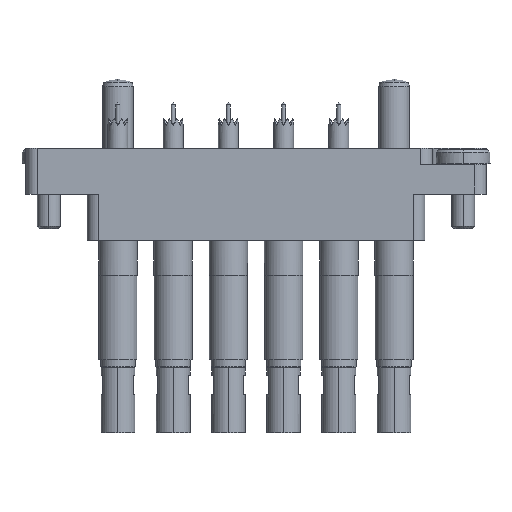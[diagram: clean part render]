
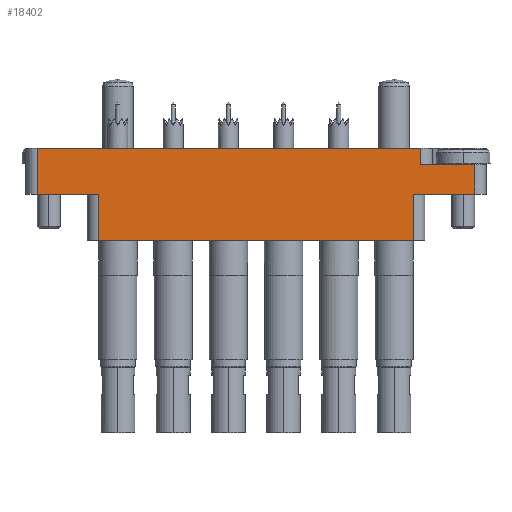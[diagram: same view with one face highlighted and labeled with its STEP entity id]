
A CAD part, left-side view. The second image highlights one B-rep face of the part: STEP entity #18402.
In plain terms, the highlighted face is planar.
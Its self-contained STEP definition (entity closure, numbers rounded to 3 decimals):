
#179 = VECTOR ( 'NONE', #10139, 1000. ) ;
#896 = ORIENTED_EDGE ( 'NONE', *, *, #3418, .F. ) ;
#984 = DIRECTION ( 'NONE',  ( 0., -1., 0. ) ) ;
#2077 = CARTESIAN_POINT ( 'NONE',  ( 20.5, 0., 14.35 ) ) ;
#2232 = ORIENTED_EDGE ( 'NONE', *, *, #7693, .T. ) ;
#2244 = VERTEX_POINT ( 'NONE', #4519 ) ;
#2520 = DIRECTION ( 'NONE',  ( -1., 0., 0. ) ) ;
#2687 = ORIENTED_EDGE ( 'NONE', *, *, #10934, .T. ) ;
#2769 = CARTESIAN_POINT ( 'NONE',  ( -22., -6., 14.35 ) ) ;
#3418 = EDGE_CURVE ( 'NONE', #21953, #2244, #6631, .T. ) ;
#3804 = EDGE_CURVE ( 'NONE', #9104, #5691, #14201, .T. ) ;
#3941 = VERTEX_POINT ( 'NONE', #25197 ) ;
#4143 = VECTOR ( 'NONE', #984, 1000. ) ;
#4212 = ORIENTED_EDGE ( 'NONE', *, *, #9677, .T. ) ;
#4275 = VECTOR ( 'NONE', #18572, 1000. ) ;
#4519 = CARTESIAN_POINT ( 'NONE',  ( 28.5, 3.9, 14.35 ) ) ;
#4952 = DIRECTION ( 'NONE',  ( 0., 1., 0. ) ) ;
#5452 = EDGE_CURVE ( 'NONE', #3941, #11894, #12362, .T. ) ;
#5691 = VERTEX_POINT ( 'NONE', #11691 ) ;
#6566 = VECTOR ( 'NONE', #8005, 1000. ) ;
#6631 = LINE ( 'NONE', #14944, #15798 ) ;
#6727 = VECTOR ( 'NONE', #10116, 1000. ) ;
#6815 = DIRECTION ( 'NONE',  ( 0., 1., 0. ) ) ;
#6846 = ORIENTED_EDGE ( 'NONE', *, *, #5452, .T. ) ;
#6928 = CARTESIAN_POINT ( 'NONE',  ( 21.5, 0., 14.35 ) ) ;
#7049 = EDGE_CURVE ( 'NONE', #16436, #11894, #17015, .T. ) ;
#7071 = CARTESIAN_POINT ( 'NONE',  ( -20.5, 0., 14.35 ) ) ;
#7693 = EDGE_CURVE ( 'NONE', #9104, #14607, #15687, .T. ) ;
#8005 = DIRECTION ( 'NONE',  ( 1., 0., 0. ) ) ;
#8440 = ORIENTED_EDGE ( 'NONE', *, *, #19025, .T. ) ;
#8532 = CARTESIAN_POINT ( 'NONE',  ( 28.5, 3.9, 14.35 ) ) ;
#8995 = CARTESIAN_POINT ( 'NONE',  ( 21.5, 3.9, 14.35 ) ) ;
#9104 = VERTEX_POINT ( 'NONE', #9994 ) ;
#9264 = DIRECTION ( 'NONE',  ( -1., 0., 0. ) ) ;
#9677 = EDGE_CURVE ( 'NONE', #21953, #5691, #22971, .T. ) ;
#9994 = CARTESIAN_POINT ( 'NONE',  ( -28.5, 6., 14.35 ) ) ;
#10116 = DIRECTION ( 'NONE',  ( -1., 0., 0. ) ) ;
#10139 = DIRECTION ( 'NONE',  ( 0., 1., 0. ) ) ;
#10274 = EDGE_CURVE ( 'NONE', #17188, #14607, #20478, .T. ) ;
#10681 = LINE ( 'NONE', #2769, #4275 ) ;
#10934 = EDGE_CURVE ( 'NONE', #16436, #2244, #20337, .T. ) ;
#11691 = CARTESIAN_POINT ( 'NONE',  ( 21.5, 6., 14.35 ) ) ;
#11854 = DIRECTION ( 'NONE',  ( 0., -1., 0. ) ) ;
#11894 = VERTEX_POINT ( 'NONE', #22403 ) ;
#12362 = LINE ( 'NONE', #2077, #179 ) ;
#12786 = ORIENTED_EDGE ( 'NONE', *, *, #10274, .F. ) ;
#12947 = CARTESIAN_POINT ( 'NONE',  ( 30., 0., 14.35 ) ) ;
#12957 = DIRECTION ( 'NONE',  ( 0., 0., -1. ) ) ;
#13469 = VERTEX_POINT ( 'NONE', #16206 ) ;
#13480 = FACE_OUTER_BOUND ( 'NONE', #15795, .T. ) ;
#14201 = LINE ( 'NONE', #22183, #6566 ) ;
#14605 = CARTESIAN_POINT ( 'NONE',  ( 30., 0., 14.35 ) ) ;
#14607 = VERTEX_POINT ( 'NONE', #21496 ) ;
#14944 = CARTESIAN_POINT ( 'NONE',  ( 30., 3.9, 14.35 ) ) ;
#15575 = PLANE ( 'NONE',  #23603 ) ;
#15687 = LINE ( 'NONE', #21585, #17431 ) ;
#15795 = EDGE_LOOP ( 'NONE', ( #17255, #6846, #24783, #2687, #896, #4212, #18467, #2232, #12786, #8440 ) ) ;
#15798 = VECTOR ( 'NONE', #20692, 1000. ) ;
#16206 = CARTESIAN_POINT ( 'NONE',  ( -20.5, -6., 14.35 ) ) ;
#16395 = VECTOR ( 'NONE', #6815, 1000. ) ;
#16436 = VERTEX_POINT ( 'NONE', #22599 ) ;
#17015 = LINE ( 'NONE', #12947, #24966 ) ;
#17188 = VERTEX_POINT ( 'NONE', #19368 ) ;
#17255 = ORIENTED_EDGE ( 'NONE', *, *, #18587, .F. ) ;
#17317 = LINE ( 'NONE', #7071, #4143 ) ;
#17431 = VECTOR ( 'NONE', #11854, 1000. ) ;
#18143 = VECTOR ( 'NONE', #4952, 1000. ) ;
#18402 = ADVANCED_FACE ( 'NONE', ( #13480 ), #15575, .F. ) ;
#18467 = ORIENTED_EDGE ( 'NONE', *, *, #3804, .F. ) ;
#18572 = DIRECTION ( 'NONE',  ( -1., 0., 0. ) ) ;
#18587 = EDGE_CURVE ( 'NONE', #3941, #13469, #10681, .T. ) ;
#19025 = EDGE_CURVE ( 'NONE', #17188, #13469, #17317, .T. ) ;
#19368 = CARTESIAN_POINT ( 'NONE',  ( -20.5, 0., 14.35 ) ) ;
#20337 = LINE ( 'NONE', #8532, #16395 ) ;
#20478 = LINE ( 'NONE', #14605, #6727 ) ;
#20692 = DIRECTION ( 'NONE',  ( 1., 0., 0. ) ) ;
#21496 = CARTESIAN_POINT ( 'NONE',  ( -28.5, 0., 14.35 ) ) ;
#21585 = CARTESIAN_POINT ( 'NONE',  ( -28.5, 0., 14.35 ) ) ;
#21953 = VERTEX_POINT ( 'NONE', #8995 ) ;
#22183 = CARTESIAN_POINT ( 'NONE',  ( -30., 6., 14.35 ) ) ;
#22403 = CARTESIAN_POINT ( 'NONE',  ( 20.5, 0., 14.35 ) ) ;
#22599 = CARTESIAN_POINT ( 'NONE',  ( 28.5, 0., 14.35 ) ) ;
#22971 = LINE ( 'NONE', #6928, #18143 ) ;
#23582 = CARTESIAN_POINT ( 'NONE',  ( -30., 0., 14.35 ) ) ;
#23603 = AXIS2_PLACEMENT_3D ( 'NONE', #23582, #12957, #9264 ) ;
#24783 = ORIENTED_EDGE ( 'NONE', *, *, #7049, .F. ) ;
#24966 = VECTOR ( 'NONE', #2520, 1000. ) ;
#25197 = CARTESIAN_POINT ( 'NONE',  ( 20.5, -6., 14.35 ) ) ;
